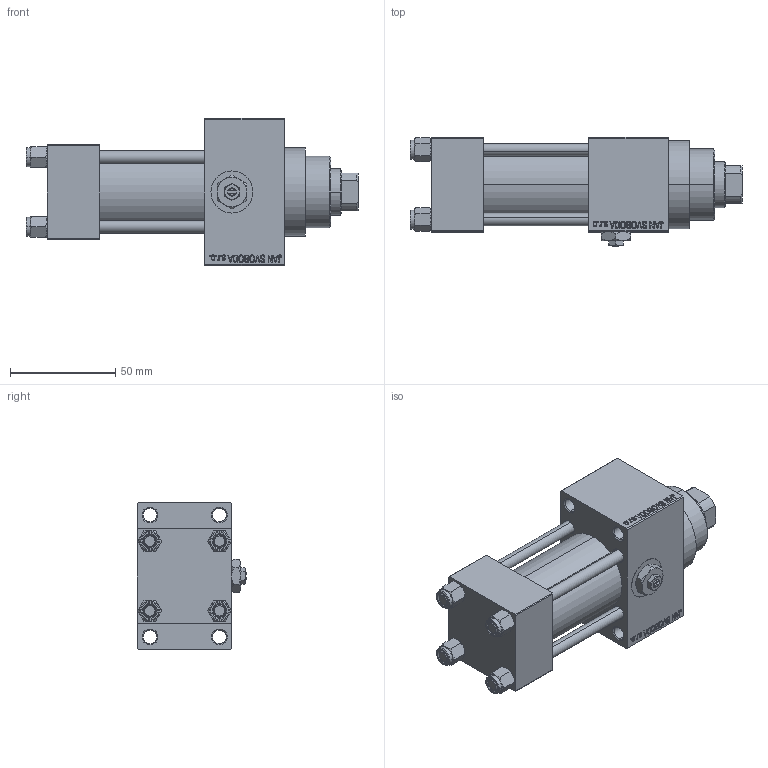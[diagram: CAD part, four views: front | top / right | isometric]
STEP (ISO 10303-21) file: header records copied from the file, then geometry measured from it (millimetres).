
FILE_DESCRIPTION (( 'STEP AP203' ), '1' );
FILE_NAME ('31ce.STEP', '2023-08-23T13:23:43', ( '' ), ( '' ), 'SwSTEP 2.0', 'SolidWorks 2019', '' );
FILE_SCHEMA (( 'CONFIG_CONTROL_DESIGN' ));
Length unit declared in the file: millimetre
Products named in the file (7): V215_VC_A c93b311ba9080297dd4f1aa109f928e3; NUT_M5_D c93b311ba9080297dd4f1aa109f928e3; V215CR_VCP_D c93b311ba9080297dd4f1aa109f928e3; V215CR_D_Body c93b311ba9080297dd4f1aa109f928e3; V215CR_D_TYCINKA c93b311ba9080297dd4f1aa109f928e3; Zatka_pro_OIL_PORT c93b311ba9080297dd4f1aa109f928e3; 31ce
Assembly tree (12 placements, depth 2):
  31ce
    V215CR_D_Body c93b311ba9080297dd4f1aa109f928e3
    V215CR_VCP_D c93b311ba9080297dd4f1aa109f928e3
    NUT_M5_D c93b311ba9080297dd4f1aa109f928e3  x4
    V215CR_D_TYCINKA c93b311ba9080297dd4f1aa109f928e3  x4
    V215_VC_A c93b311ba9080297dd4f1aa109f928e3
    Zatka_pro_OIL_PORT c93b311ba9080297dd4f1aa109f928e3
Bounding box: 158 x 52 x 70 mm (x, y, z)
Volume: 244538.8 mm3; surface area: 80057.1 mm2
Topology: 12 solids, 12 shells, 1150 faces, 2852 edges, 1841 vertices
Faces by surface type: plane 519, bspline 368, cone 162, cylinder 93, torus 8
Entity records: 48805 total; most frequent: CARTESIAN_POINT 25595, ORIENTED_EDGE 5196, DIRECTION 3376, EDGE_CURVE 2598, VERTEX_POINT 1697, LINE 1540, VECTOR 1540, EDGE_LOOP 1167
